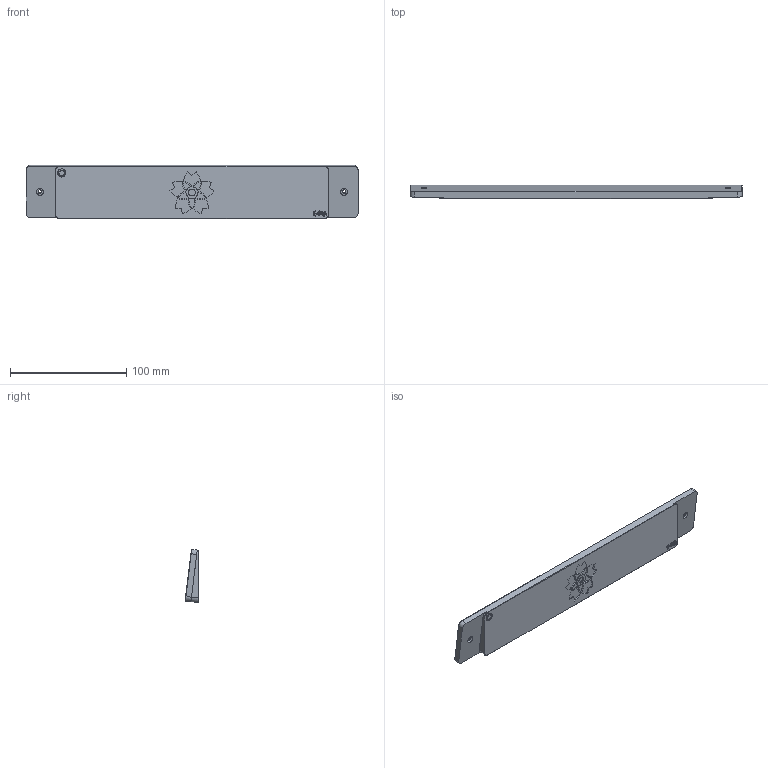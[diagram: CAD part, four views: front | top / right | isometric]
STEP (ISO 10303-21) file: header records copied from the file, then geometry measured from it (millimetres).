
FILE_DESCRIPTION(/* description */ (''),/* implementation_level */ '2;1');
FILE_NAME(/* name */ 'Weight.step',/* time_stamp */ '2020-12-08T11:20:42+08:00',/* author */ (''),/* organization */ (''),/* preprocessor_version */ 'ST-DEVELOPER v18.1',/* originating_system */ 'Autodesk Translation Framework v9.3.0.1241',/* authorisation */ '');
FILE_SCHEMA (('AUTOMOTIVE_DESIGN { 1 0 10303 214 3 1 1 }'));
Length unit declared in the file: millimetre
Products named in the file (1): Weight
Bounding box: 285.55 x 11.81 x 45.85 mm (x, y, z)
Volume: 106991.1 mm3; surface area: 31488.1 mm2
Topology: 1 solids, 1 shells, 225 faces, 591 edges, 388 vertices
Faces by surface type: bspline 81, plane 78, cylinder 60, cone 6
Full cylindrical faces by diameter (mm): 3 x2, 5.81 x1, 6 x2
Entity records: 7874 total; most frequent: CARTESIAN_POINT 2701, ORIENTED_EDGE 1182, DIRECTION 849, EDGE_CURVE 591, VERTEX_POINT 388, LINE 311, VECTOR 311, AXIS2_PLACEMENT_3D 269
